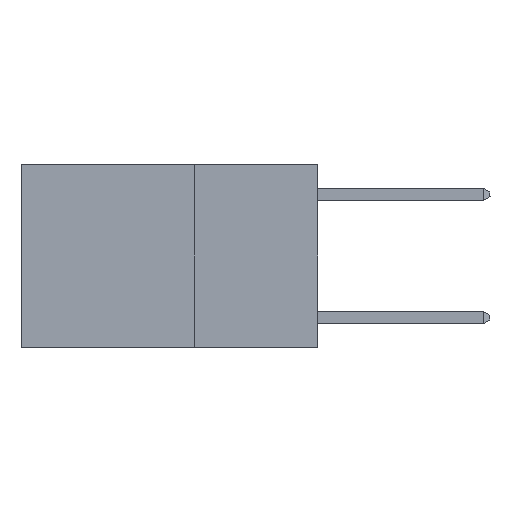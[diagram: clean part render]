
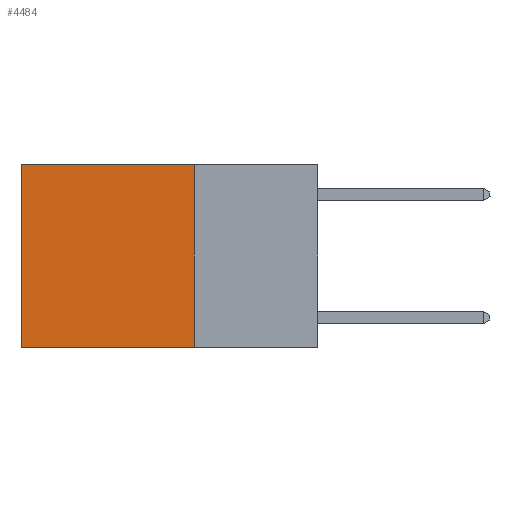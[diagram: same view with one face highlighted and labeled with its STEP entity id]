
A CAD part, left-side view. The second image highlights one B-rep face of the part: STEP entity #4484.
In plain terms, the highlighted planar face has unit normal (-1, 0, 0).
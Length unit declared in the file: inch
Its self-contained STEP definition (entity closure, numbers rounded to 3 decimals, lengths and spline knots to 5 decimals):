
#18 = VERTEX_POINT ( 'NONE', #48 ) ;
#48 = CARTESIAN_POINT ( 'NONE',  ( 0.2625, 0.25, -0.37 ) ) ;
#287 = CARTESIAN_POINT ( 'NONE',  ( 0.2625, 0.25, 0. ) ) ;
#1549 = CARTESIAN_POINT ( 'NONE',  ( 0.2625, 0.25, 0. ) ) ;
#1977 = VERTEX_POINT ( 'NONE', #7726 ) ;
#1994 = FACE_OUTER_BOUND ( 'NONE', #8016, .T. ) ;
#2190 = DIRECTION ( 'NONE',  ( 0., 1., 0. ) ) ;
#2252 = PLANE ( 'NONE',  #10157 ) ;
#2274 = VERTEX_POINT ( 'NONE', #6169 ) ;
#2529 = VECTOR ( 'NONE', #7848, 39.37008 ) ;
#2671 = ORIENTED_EDGE ( 'NONE', *, *, #6435, .T. ) ;
#3133 = ORIENTED_EDGE ( 'NONE', *, *, #9113, .T. ) ;
#3859 = ORIENTED_EDGE ( 'NONE', *, *, #11665, .F. ) ;
#4484 = ADVANCED_FACE ( 'NONE', ( #1994 ), #2252, .F. ) ;
#4954 = ORIENTED_EDGE ( 'NONE', *, *, #6533, .F. ) ;
#5239 = LINE ( 'NONE', #287, #10274 ) ;
#5426 = DIRECTION ( 'NONE',  ( 1., 0., 0. ) ) ;
#6169 = CARTESIAN_POINT ( 'NONE',  ( 0.2625, 0.6, 0. ) ) ;
#6435 = EDGE_CURVE ( 'NONE', #2274, #1977, #11153, .T. ) ;
#6510 = CARTESIAN_POINT ( 'NONE',  ( 0.2625, 0.6, 0. ) ) ;
#6533 = EDGE_CURVE ( 'NONE', #12511, #18, #5239, .T. ) ;
#6640 = DIRECTION ( 'NONE',  ( 0., 0., -1. ) ) ;
#7726 = CARTESIAN_POINT ( 'NONE',  ( 0.2625, 0.6, -0.37 ) ) ;
#7848 = DIRECTION ( 'NONE',  ( 0., 1., 0. ) ) ;
#8016 = EDGE_LOOP ( 'NONE', ( #2671, #3859, #4954, #3133 ) ) ;
#8451 = CARTESIAN_POINT ( 'NONE',  ( 0.2625, 0.25, 0. ) ) ;
#8584 = VECTOR ( 'NONE', #11411, 39.37008 ) ;
#9113 = EDGE_CURVE ( 'NONE', #12511, #2274, #10631, .T. ) ;
#9938 = LINE ( 'NONE', #12193, #12134 ) ;
#10157 = AXIS2_PLACEMENT_3D ( 'NONE', #8451, #5426, #12289 ) ;
#10274 = VECTOR ( 'NONE', #6640, 39.37008 ) ;
#10631 = LINE ( 'NONE', #1549, #2529 ) ;
#11153 = LINE ( 'NONE', #6510, #8584 ) ;
#11411 = DIRECTION ( 'NONE',  ( 0., 0., -1. ) ) ;
#11665 = EDGE_CURVE ( 'NONE', #18, #1977, #9938, .T. ) ;
#12134 = VECTOR ( 'NONE', #2190, 39.37008 ) ;
#12193 = CARTESIAN_POINT ( 'NONE',  ( 0.2625, 0.25, -0.37 ) ) ;
#12289 = DIRECTION ( 'NONE',  ( 0., 0., -1. ) ) ;
#12511 = VERTEX_POINT ( 'NONE', #12723 ) ;
#12723 = CARTESIAN_POINT ( 'NONE',  ( 0.2625, 0.25, 0. ) ) ;
